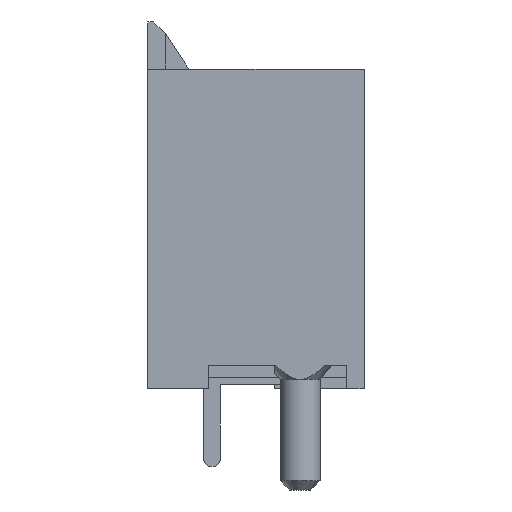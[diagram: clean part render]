
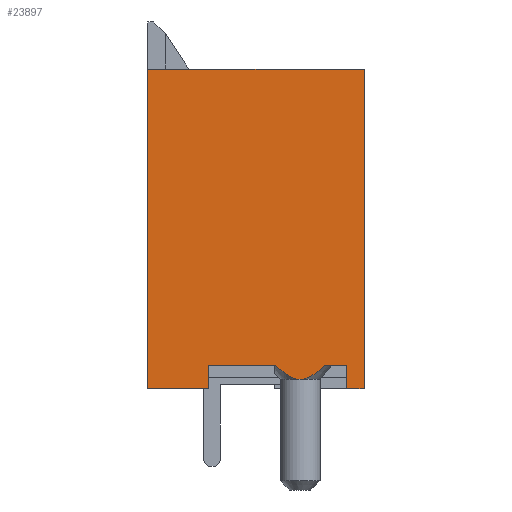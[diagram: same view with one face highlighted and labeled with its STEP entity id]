
A CAD part, left-side view. The second image highlights one B-rep face of the part: STEP entity #23897.
In plain terms, the highlighted planar face has unit normal (-1, 0, 0).
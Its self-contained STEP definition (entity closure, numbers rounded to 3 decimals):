
#26=B_SPLINE_CURVE_WITH_KNOTS('',3,(#33373,#33374,#33375,#33376,#33377,
#33378,#33379,#33380,#33381),.UNSPECIFIED.,.F.,.F.,(4,1,1,1,1,1,4),(0.,
0.25,0.375,0.5,0.625,0.75,1.),.UNSPECIFIED.);
#27=B_SPLINE_CURVE_WITH_KNOTS('',3,(#33383,#33384,#33385,#33386,#33387,
#33388,#33389,#33390,#33391),.UNSPECIFIED.,.F.,.F.,(4,1,1,1,1,1,4),(0.,
0.25,0.375,0.5,0.625,0.75,1.),.UNSPECIFIED.);
#3227=ORIENTED_EDGE('',*,*,#7471,.T.);
#3228=ORIENTED_EDGE('',*,*,#7472,.T.);
#3229=ORIENTED_EDGE('',*,*,#7473,.T.);
#3230=ORIENTED_EDGE('',*,*,#7474,.T.);
#3231=ORIENTED_EDGE('',*,*,#7475,.T.);
#3232=ORIENTED_EDGE('',*,*,#7476,.F.);
#3233=ORIENTED_EDGE('',*,*,#7183,.T.);
#3234=ORIENTED_EDGE('',*,*,#7058,.T.);
#3235=ORIENTED_EDGE('',*,*,#7037,.F.);
#3236=ORIENTED_EDGE('',*,*,#7469,.F.);
#3237=ORIENTED_EDGE('',*,*,#7477,.T.);
#7037=EDGE_CURVE('',#9510,#9511,#11516,.T.);
#7058=EDGE_CURVE('',#9525,#9511,#11533,.T.);
#7183=EDGE_CURVE('',#9607,#9525,#11658,.T.);
#7469=EDGE_CURVE('',#9757,#9510,#11944,.T.);
#7471=EDGE_CURVE('',#9758,#9759,#11946,.T.);
#7472=EDGE_CURVE('',#9759,#9760,#26,.T.);
#7473=EDGE_CURVE('',#9760,#9761,#27,.T.);
#7474=EDGE_CURVE('',#9761,#9762,#11947,.T.);
#7475=EDGE_CURVE('',#9762,#9763,#11948,.T.);
#7476=EDGE_CURVE('',#9607,#9763,#11949,.T.);
#7477=EDGE_CURVE('',#9757,#9758,#11950,.T.);
#9510=VERTEX_POINT('',#32517);
#9511=VERTEX_POINT('',#32519);
#9525=VERTEX_POINT('',#32559);
#9607=VERTEX_POINT('',#32775);
#9757=VERTEX_POINT('',#33366);
#9758=VERTEX_POINT('',#33371);
#9759=VERTEX_POINT('',#33372);
#9760=VERTEX_POINT('',#33382);
#9761=VERTEX_POINT('',#33392);
#9762=VERTEX_POINT('',#33394);
#9763=VERTEX_POINT('',#33396);
#11516=LINE('',#32518,#13792);
#11533=LINE('',#32558,#13809);
#11658=LINE('',#32774,#13934);
#11944=LINE('',#33367,#14220);
#11946=LINE('',#33370,#14222);
#11947=LINE('',#33393,#14223);
#11948=LINE('',#33395,#14224);
#11949=LINE('',#33397,#14225);
#11950=LINE('',#33398,#14226);
#13792=VECTOR('',#27077,1000.);
#13809=VECTOR('',#27112,1000.);
#13934=VECTOR('',#27255,1000.);
#14220=VECTOR('',#27853,1000.);
#14222=VECTOR('',#27857,1000.);
#14223=VECTOR('',#27858,1000.);
#14224=VECTOR('',#27859,1000.);
#14225=VECTOR('',#27860,1000.);
#14226=VECTOR('',#27861,1000.);
#15428=EDGE_LOOP('',(#3227,#3228,#3229,#3230,#3231,#3232,#3233,#3234,#3235,
#3236,#3237));
#16313=FACE_BOUND('',#15428,.T.);
#17176=PLANE('',#24777);
#23897=ADVANCED_FACE('',(#16313),#17176,.F.);
#24777=AXIS2_PLACEMENT_3D('',#33369,#27855,#27856);
#27077=DIRECTION('',(0.,-1.,0.));
#27112=DIRECTION('',(0.,0.,1.));
#27255=DIRECTION('',(0.,-1.,0.));
#27853=DIRECTION('',(0.,0.,1.));
#27855=DIRECTION('',(1.,0.,0.));
#27856=DIRECTION('',(0.,0.,-1.));
#27857=DIRECTION('',(0.,0.,-1.));
#27858=DIRECTION('',(0.,0.,-1.));
#27859=DIRECTION('',(0.,1.,0.));
#27860=DIRECTION('',(0.,0.,1.));
#27861=DIRECTION('',(0.,-1.,0.));
#32517=CARTESIAN_POINT('',(-23.35,13.6,4.6));
#32518=CARTESIAN_POINT('',(-23.35,13.6,4.6));
#32519=CARTESIAN_POINT('',(-23.35,0.,4.6));
#32558=CARTESIAN_POINT('',(-23.35,0.,-4.6));
#32559=CARTESIAN_POINT('',(-23.35,0.,-4.6));
#32774=CARTESIAN_POINT('',(-23.35,13.6,-4.6));
#32775=CARTESIAN_POINT('',(-23.35,13.6,-4.6));
#33366=CARTESIAN_POINT('',(-23.35,13.6,2.));
#33367=CARTESIAN_POINT('',(-23.35,13.6,-4.6));
#33369=CARTESIAN_POINT('',(-23.35,13.6,-4.6));
#33370=CARTESIAN_POINT('',(-23.35,12.6,-0.8));
#33371=CARTESIAN_POINT('',(-23.35,12.6,2.));
#33372=CARTESIAN_POINT('',(-23.35,12.6,-0.826));
#33373=CARTESIAN_POINT('',(-23.35,12.6,-0.826));
#33374=CARTESIAN_POINT('',(-23.35,12.684,-0.916));
#33375=CARTESIAN_POINT('',(-23.35,12.793,-1.04));
#33376=CARTESIAN_POINT('',(-23.35,12.916,-1.197));
#33377=CARTESIAN_POINT('',(-23.35,12.976,-1.277));
#33378=CARTESIAN_POINT('',(-23.35,13.087,-1.457));
#33379=CARTESIAN_POINT('',(-23.35,13.171,-1.648));
#33380=CARTESIAN_POINT('',(-23.35,13.2,-1.788));
#33381=CARTESIAN_POINT('',(-23.35,13.2,-1.875));
#33382=CARTESIAN_POINT('',(-23.35,13.2,-1.875));
#33383=CARTESIAN_POINT('',(-23.35,13.2,-1.875));
#33384=CARTESIAN_POINT('',(-23.35,13.2,-1.96));
#33385=CARTESIAN_POINT('',(-23.35,13.172,-2.098));
#33386=CARTESIAN_POINT('',(-23.35,13.089,-2.288));
#33387=CARTESIAN_POINT('',(-23.35,12.982,-2.464));
#33388=CARTESIAN_POINT('',(-23.35,12.922,-2.546));
#33389=CARTESIAN_POINT('',(-23.35,12.798,-2.705));
#33390=CARTESIAN_POINT('',(-23.35,12.686,-2.831));
#33391=CARTESIAN_POINT('',(-23.35,12.6,-2.924));
#33392=CARTESIAN_POINT('',(-23.35,12.6,-2.924));
#33393=CARTESIAN_POINT('',(-23.35,12.6,-0.8));
#33394=CARTESIAN_POINT('',(-23.35,12.6,-3.85));
#33395=CARTESIAN_POINT('',(-23.35,12.6,-3.85));
#33396=CARTESIAN_POINT('',(-23.35,13.6,-3.85));
#33397=CARTESIAN_POINT('',(-23.35,13.6,-4.6));
#33398=CARTESIAN_POINT('',(-23.35,12.6,2.));
